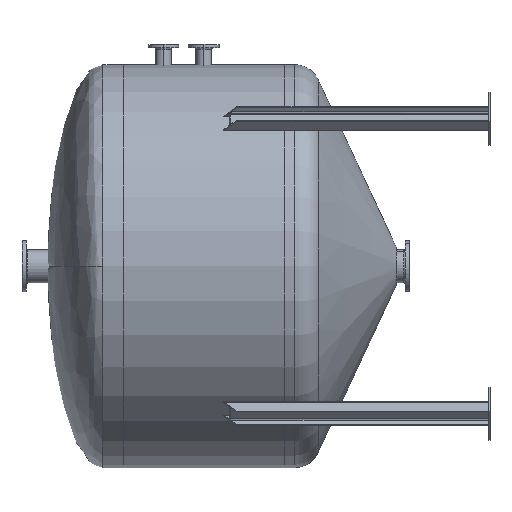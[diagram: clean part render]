
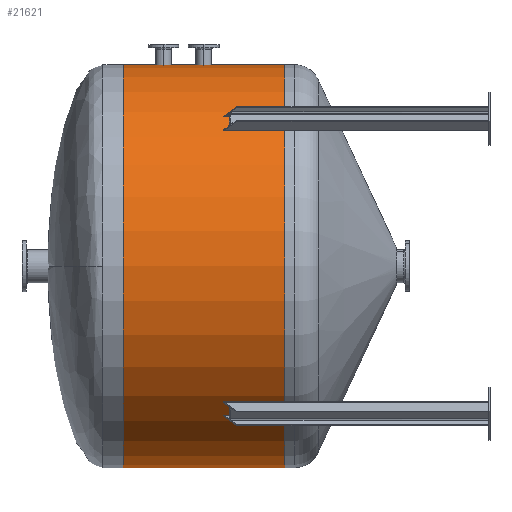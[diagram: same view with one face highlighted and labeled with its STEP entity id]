
A CAD part, left-side view. The second image highlights one B-rep face of the part: STEP entity #21621.
In plain terms, the highlighted cylindrical face has radius 1000 mm (diameter 2000 mm), a partial arc.
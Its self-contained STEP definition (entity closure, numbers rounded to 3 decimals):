
#361 = VERTEX_POINT ( 'NONE', #21725 ) ;
#2042 = DIRECTION ( 'NONE',  ( 0., -1., 0. ) ) ;
#2058 = VECTOR ( 'NONE', #30358, 1000. ) ;
#2282 = VERTEX_POINT ( 'NONE', #3754 ) ;
#3754 = CARTESIAN_POINT ( 'NONE',  ( 0., -101.6, -1000. ) ) ;
#3897 = AXIS2_PLACEMENT_3D ( 'NONE', #17750, #2042, #32642 ) ;
#5680 = FACE_OUTER_BOUND ( 'NONE', #25935, .T. ) ;
#7215 = VERTEX_POINT ( 'NONE', #24663 ) ;
#7255 = LINE ( 'NONE', #17281, #2058 ) ;
#7838 = EDGE_CURVE ( 'NONE', #7215, #10624, #7255, .T. ) ;
#9392 = EDGE_CURVE ( 'NONE', #10624, #2282, #17238, .T. ) ;
#10297 = ORIENTED_EDGE ( 'NONE', *, *, #7838, .T. ) ;
#10624 = VERTEX_POINT ( 'NONE', #27654 ) ;
#10679 = CYLINDRICAL_SURFACE ( 'NONE', #10919, 1000. ) ;
#10919 = AXIS2_PLACEMENT_3D ( 'NONE', #20878, #30234, #23912 ) ;
#10949 = CIRCLE ( 'NONE', #29693, 1000. ) ;
#12255 = ORIENTED_EDGE ( 'NONE', *, *, #20870, .F. ) ;
#12765 = CARTESIAN_POINT ( 'NONE',  ( 0., -901.6, -1000. ) ) ;
#16792 = DIRECTION ( 'NONE',  ( 0., -1., 0. ) ) ;
#17238 = CIRCLE ( 'NONE', #3897, 1000. ) ;
#17281 = CARTESIAN_POINT ( 'NONE',  ( 0., -901.6, 1000. ) ) ;
#17750 = CARTESIAN_POINT ( 'NONE',  ( 0., -101.6, 0. ) ) ;
#20870 = EDGE_CURVE ( 'NONE', #7215, #361, #10949, .T. ) ;
#20878 = CARTESIAN_POINT ( 'NONE',  ( 0., -901.6, 0. ) ) ;
#21621 = ADVANCED_FACE ( 'NONE', ( #5680 ), #10679, .T. ) ;
#21725 = CARTESIAN_POINT ( 'NONE',  ( 0., -901.6, -1000. ) ) ;
#23912 = DIRECTION ( 'NONE',  ( 0., 0., 1. ) ) ;
#24491 = DIRECTION ( 'NONE',  ( 0., 0., -1. ) ) ;
#24663 = CARTESIAN_POINT ( 'NONE',  ( 0., -901.6, 1000. ) ) ;
#25935 = EDGE_LOOP ( 'NONE', ( #30835, #12255, #10297, #26413 ) ) ;
#26149 = EDGE_CURVE ( 'NONE', #361, #2282, #30372, .T. ) ;
#26413 = ORIENTED_EDGE ( 'NONE', *, *, #9392, .T. ) ;
#27654 = CARTESIAN_POINT ( 'NONE',  ( 0., -101.6, 1000. ) ) ;
#29693 = AXIS2_PLACEMENT_3D ( 'NONE', #32350, #16792, #24491 ) ;
#30234 = DIRECTION ( 'NONE',  ( 0., 1., 0. ) ) ;
#30358 = DIRECTION ( 'NONE',  ( 0., 1., 0. ) ) ;
#30372 = LINE ( 'NONE', #12765, #31265 ) ;
#30696 = DIRECTION ( 'NONE',  ( 0., 1., 0. ) ) ;
#30835 = ORIENTED_EDGE ( 'NONE', *, *, #26149, .F. ) ;
#31265 = VECTOR ( 'NONE', #30696, 1000. ) ;
#32350 = CARTESIAN_POINT ( 'NONE',  ( 0., -901.6, 0. ) ) ;
#32642 = DIRECTION ( 'NONE',  ( 0., 0., -1. ) ) ;
